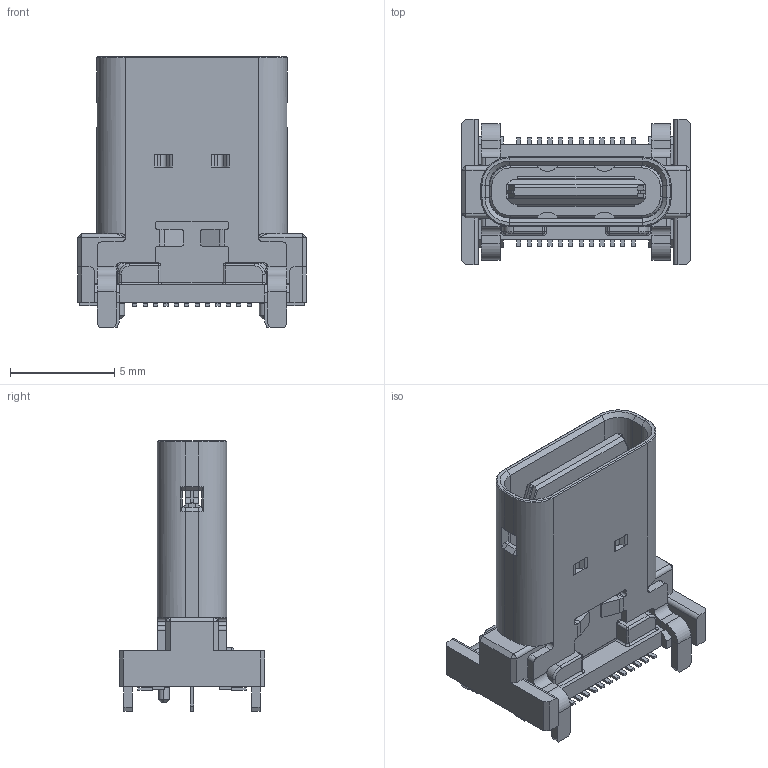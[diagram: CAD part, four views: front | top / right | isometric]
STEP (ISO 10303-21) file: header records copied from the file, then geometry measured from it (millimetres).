
FILE_DESCRIPTION (( 'STEP AP203' ), '1' );
FILE_NAME ('K3D-DX07S024WJ1-V1_JAE_Proprietary.step', '2023-02-08T04:50:23', ( '' ), ( '' ), 'SwSTEP 2.0', 'SolidWorks 2021', '' );
FILE_SCHEMA (( 'CONFIG_CONTROL_DESIGN' ));
Length unit declared in the file: millimetre
Products named in the file (1): K3D-DX07S024WJ1-V1_JAE_Proprietary
Bounding box: 11 x 7 x 13 mm (x, y, z)
Volume: 308.7 mm3; surface area: 840 mm2
Topology: 1 solids, 1 shells, 965 faces, 2576 edges, 1616 vertices
Faces by surface type: plane 642, cylinder 239, cone 52, bspline 16, torus 10, sphere 6
Entity records: 30351 total; most frequent: CARTESIAN_POINT 6210, ORIENTED_EDGE 5120, DIRECTION 4860, EDGE_CURVE 2560, LINE 1920, VECTOR 1920, VERTEX_POINT 1616, AXIS2_PLACEMENT_3D 1470
